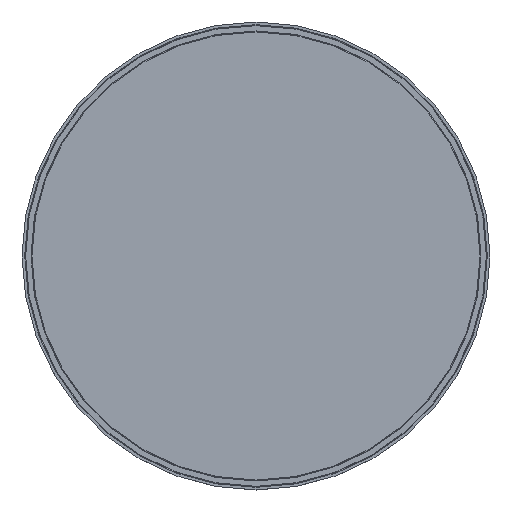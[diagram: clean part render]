
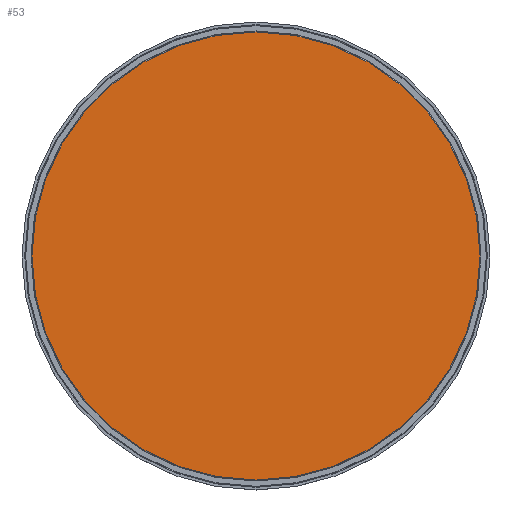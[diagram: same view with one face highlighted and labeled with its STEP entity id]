
A CAD part, top view. The second image highlights one B-rep face of the part: STEP entity #53.
In plain terms, the highlighted planar face has unit normal (0, 0, 1).
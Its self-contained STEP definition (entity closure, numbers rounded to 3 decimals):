
#53 = ADVANCED_FACE( '', ( #115 ), #116, .F. );
#115 = FACE_OUTER_BOUND( '', #188, .T. );
#116 = PLANE( '', #189 );
#188 = EDGE_LOOP( '', ( #267 ) );
#189 = AXIS2_PLACEMENT_3D( '', #268, #269, #270 );
#267 = ORIENTED_EDGE( '', *, *, #347, .T. );
#268 = CARTESIAN_POINT( '', ( 0., 0., 8.509 ) );
#269 = DIRECTION( '', ( 0., 0., -1. ) );
#270 = DIRECTION( '', ( -1., 0., 0. ) );
#347 = EDGE_CURVE( '', #389, #389, #390, .F. );
#389 = VERTEX_POINT( '', #438 );
#390 = CIRCLE( '', #439, 177.165 );
#438 = CARTESIAN_POINT( '', ( -177.165, 0., 8.509 ) );
#439 = AXIS2_PLACEMENT_3D( '', #489, #490, #491 );
#489 = CARTESIAN_POINT( '', ( 0., 0., 8.509 ) );
#490 = DIRECTION( '', ( 0., 0., -1. ) );
#491 = DIRECTION( '', ( -1., 0., 0. ) );
